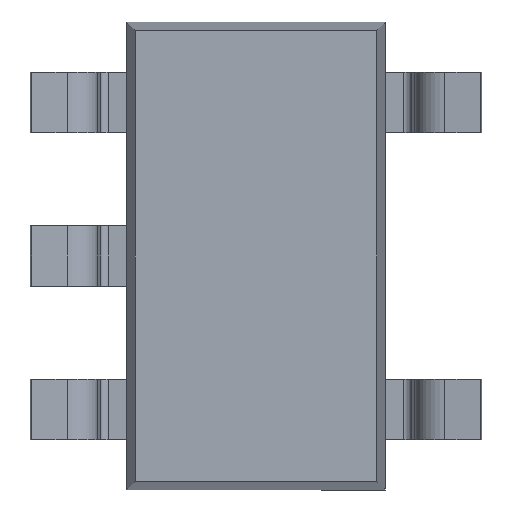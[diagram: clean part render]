
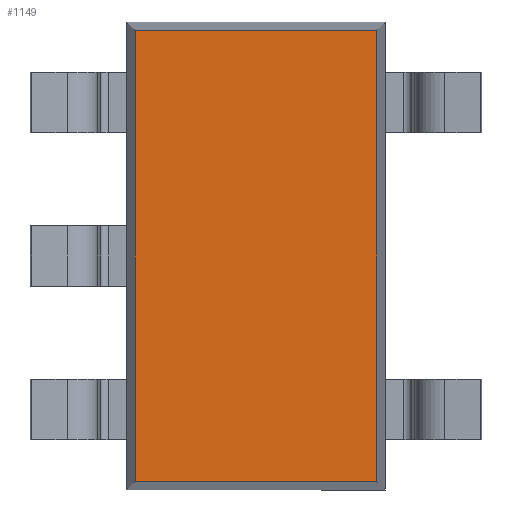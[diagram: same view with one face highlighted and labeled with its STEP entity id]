
A CAD part, front view. The second image highlights one B-rep face of the part: STEP entity #1149.
In plain terms, the highlighted planar face has unit normal (0, -1, 0).
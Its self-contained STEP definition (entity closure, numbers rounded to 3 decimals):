
#80 = EDGE_CURVE ( 'NONE', #1500, #1657, #2648, .T. ) ;
#236 = CARTESIAN_POINT ( 'NONE',  ( 0.747, 0.1, -1.397 ) ) ;
#267 = DIRECTION ( 'NONE',  ( 0., 0., -1. ) ) ;
#278 = CARTESIAN_POINT ( 'NONE',  ( 0.747, 0.1, 1.397 ) ) ;
#476 = FACE_OUTER_BOUND ( 'NONE', #1813, .T. ) ;
#494 = DIRECTION ( 'NONE',  ( -1., 0., 0. ) ) ;
#519 = CARTESIAN_POINT ( 'NONE',  ( -0.747, 0.1, 1.397 ) ) ;
#683 = AXIS2_PLACEMENT_3D ( 'NONE', #2186, #2014, #267 ) ;
#706 = CARTESIAN_POINT ( 'NONE',  ( 0.8, 0.1, 1.397 ) ) ;
#788 = CARTESIAN_POINT ( 'NONE',  ( -0.747, 0.1, -1.397 ) ) ;
#823 = DIRECTION ( 'NONE',  ( 0., 0., -1. ) ) ;
#913 = VERTEX_POINT ( 'NONE', #236 ) ;
#1024 = VECTOR ( 'NONE', #494, 1000. ) ;
#1149 = ADVANCED_FACE ( 'NONE', ( #476 ), #1329, .T. ) ;
#1274 = ORIENTED_EDGE ( 'NONE', *, *, #2150, .T. ) ;
#1329 = PLANE ( 'NONE',  #683 ) ;
#1355 = ORIENTED_EDGE ( 'NONE', *, *, #2121, .T. ) ;
#1463 = CARTESIAN_POINT ( 'NONE',  ( -0.747, 0.1, 1.45 ) ) ;
#1495 = ORIENTED_EDGE ( 'NONE', *, *, #80, .T. ) ;
#1500 = VERTEX_POINT ( 'NONE', #278 ) ;
#1656 = LINE ( 'NONE', #1463, #2499 ) ;
#1657 = VERTEX_POINT ( 'NONE', #519 ) ;
#1813 = EDGE_LOOP ( 'NONE', ( #2106, #1355, #1495, #1274 ) ) ;
#1909 = VECTOR ( 'NONE', #1929, 1000. ) ;
#1929 = DIRECTION ( 'NONE',  ( 0., 0., 1. ) ) ;
#2014 = DIRECTION ( 'NONE',  ( 0., -1., 0. ) ) ;
#2106 = ORIENTED_EDGE ( 'NONE', *, *, #2352, .T. ) ;
#2117 = CARTESIAN_POINT ( 'NONE',  ( 0.747, 0.1, -1.45 ) ) ;
#2121 = EDGE_CURVE ( 'NONE', #913, #1500, #2744, .T. ) ;
#2150 = EDGE_CURVE ( 'NONE', #1657, #2387, #1656, .T. ) ;
#2186 = CARTESIAN_POINT ( 'NONE',  ( 0., 0.1, 0. ) ) ;
#2257 = CARTESIAN_POINT ( 'NONE',  ( -0.8, 0.1, -1.397 ) ) ;
#2277 = VECTOR ( 'NONE', #2467, 1000. ) ;
#2352 = EDGE_CURVE ( 'NONE', #2387, #913, #2678, .T. ) ;
#2387 = VERTEX_POINT ( 'NONE', #788 ) ;
#2467 = DIRECTION ( 'NONE',  ( 1., 0., 0. ) ) ;
#2499 = VECTOR ( 'NONE', #823, 1000. ) ;
#2648 = LINE ( 'NONE', #706, #1024 ) ;
#2678 = LINE ( 'NONE', #2257, #2277 ) ;
#2744 = LINE ( 'NONE', #2117, #1909 ) ;
